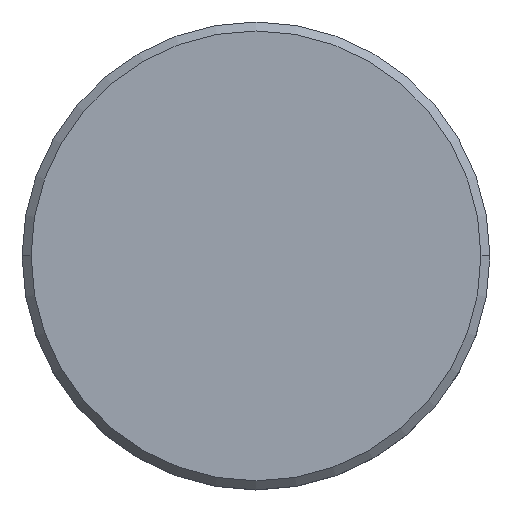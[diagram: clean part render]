
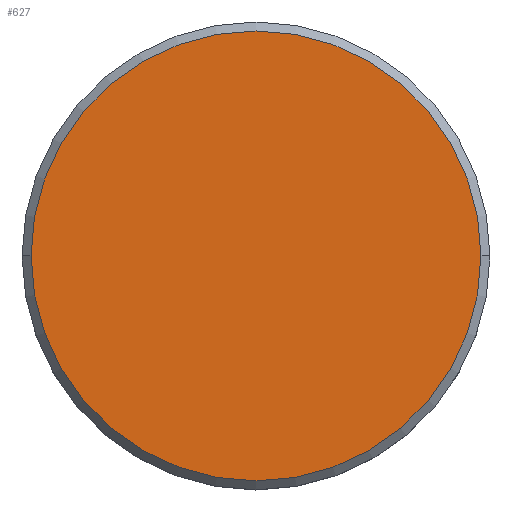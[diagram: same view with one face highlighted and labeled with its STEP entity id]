
A CAD part, top view. The second image highlights one B-rep face of the part: STEP entity #627.
In plain terms, the highlighted planar face has unit normal (0, 0, 1).
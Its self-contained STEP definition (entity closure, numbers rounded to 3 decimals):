
#22 = DIRECTION ( 'NONE',  ( 0., 0., 1. ) ) ;
#30 = CARTESIAN_POINT ( 'NONE',  ( 0., 0., 0. ) ) ;
#57 = VERTEX_POINT ( 'NONE', #466 ) ;
#65 = CARTESIAN_POINT ( 'NONE',  ( -12.5, 0., 0. ) ) ;
#132 = EDGE_CURVE ( 'NONE', #57, #149, #404, .T. ) ;
#149 = VERTEX_POINT ( 'NONE', #65 ) ;
#199 = ORIENTED_EDGE ( 'NONE', *, *, #132, .T. ) ;
#230 = AXIS2_PLACEMENT_3D ( 'NONE', #416, #782, #882 ) ;
#241 = CARTESIAN_POINT ( 'NONE',  ( 0., 0., 0. ) ) ;
#317 = PLANE ( 'NONE',  #951 ) ;
#329 = AXIS2_PLACEMENT_3D ( 'NONE', #30, #22, #399 ) ;
#399 = DIRECTION ( 'NONE',  ( 1., 0., 0. ) ) ;
#404 = CIRCLE ( 'NONE', #230, 12.5 ) ;
#416 = CARTESIAN_POINT ( 'NONE',  ( 0., 0., 0. ) ) ;
#466 = CARTESIAN_POINT ( 'NONE',  ( 12.5, 0., 0. ) ) ;
#493 = EDGE_LOOP ( 'NONE', ( #729, #199 ) ) ;
#594 = FACE_OUTER_BOUND ( 'NONE', #493, .T. ) ;
#627 = ADVANCED_FACE ( 'NONE', ( #594 ), #317, .T. ) ;
#729 = ORIENTED_EDGE ( 'NONE', *, *, #940, .T. ) ;
#782 = DIRECTION ( 'NONE',  ( 0., 0., 1. ) ) ;
#882 = DIRECTION ( 'NONE',  ( 1., 0., 0. ) ) ;
#940 = EDGE_CURVE ( 'NONE', #149, #57, #1049, .T. ) ;
#951 = AXIS2_PLACEMENT_3D ( 'NONE', #241, #1056, #1164 ) ;
#1049 = CIRCLE ( 'NONE', #329, 12.5 ) ;
#1056 = DIRECTION ( 'NONE',  ( 0., 0., 1. ) ) ;
#1164 = DIRECTION ( 'NONE',  ( 1., 0., 0. ) ) ;
